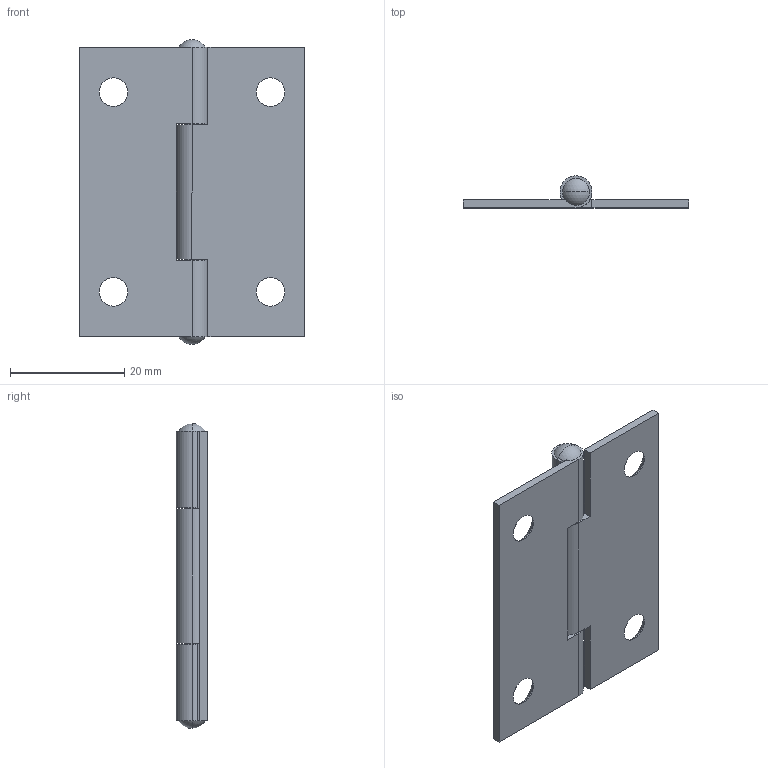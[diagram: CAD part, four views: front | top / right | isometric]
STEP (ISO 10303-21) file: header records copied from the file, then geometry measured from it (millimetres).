
FILE_DESCRIPTION (( 'STEP AP203' ), '1' );
FILE_NAME ('T63400.STEP', '2018-08-15T14:36:24', ( '' ), ( '' ), 'SwSTEP 2.0', 'SolidWorks 2016', '' );
FILE_SCHEMA (( 'CONFIG_CONTROL_DESIGN' ));
Length unit declared in the file: millimetre
Products named in the file (3): T63400; T63400-1; T63400-2
Assembly tree (2 placements, depth 2):
  T63400
    T63400-1
    T63400-2
Bounding box: 39.5 x 5.6 x 53.4 mm (x, y, z)
Volume: 3524.1 mm3; surface area: 5270.9 mm2
Topology: 2 solids, 2 shells, 56 faces, 152 edges, 98 vertices
Faces by surface type: cylinder 22, plane 22, cone 8, sphere 4
Entity records: 2109 total; most frequent: DIRECTION 342, CARTESIAN_POINT 311, ORIENTED_EDGE 304, EDGE_CURVE 152, AXIS2_PLACEMENT_3D 129, VERTEX_POINT 98, VECTOR 84, LINE 84
